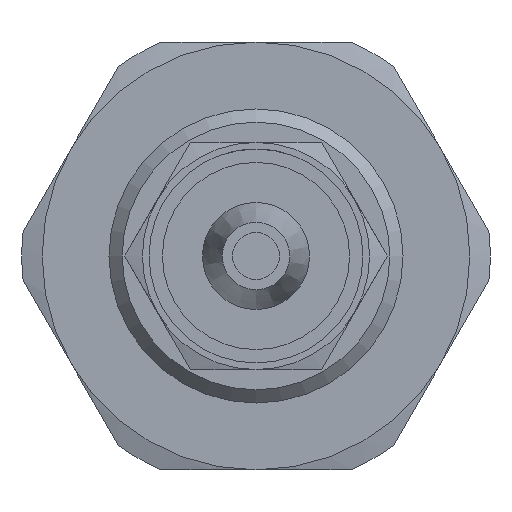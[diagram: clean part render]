
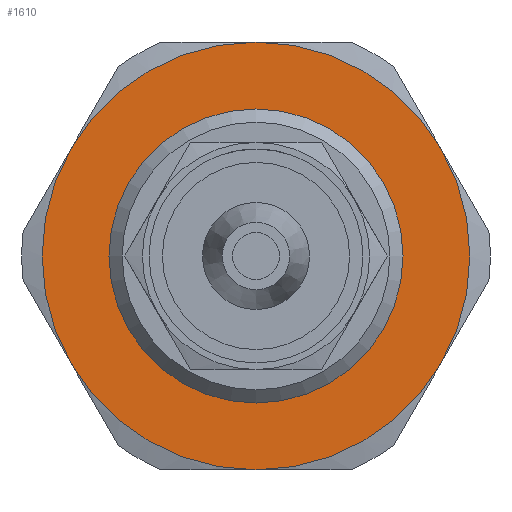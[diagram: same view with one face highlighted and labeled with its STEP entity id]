
A CAD part, left-side view. The second image highlights one B-rep face of the part: STEP entity #1610.
In plain terms, the highlighted planar face has unit normal (-1, 0, 0).
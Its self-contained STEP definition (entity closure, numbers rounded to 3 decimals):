
#119=PLANE('',#1788);
#483=ORIENTED_EDGE('',*,*,#916,.F.);
#484=ORIENTED_EDGE('',*,*,#821,.F.);
#485=ORIENTED_EDGE('',*,*,#825,.F.);
#486=ORIENTED_EDGE('',*,*,#829,.F.);
#487=ORIENTED_EDGE('',*,*,#815,.F.);
#488=ORIENTED_EDGE('',*,*,#817,.F.);
#489=ORIENTED_EDGE('',*,*,#915,.T.);
#815=EDGE_CURVE('',#1041,#1042,#1175,.T.);
#817=EDGE_CURVE('',#1043,#1041,#1176,.T.);
#821=EDGE_CURVE('',#1046,#1047,#1178,.T.);
#825=EDGE_CURVE('',#1050,#1046,#1180,.T.);
#829=EDGE_CURVE('',#1042,#1050,#1182,.T.);
#915=EDGE_CURVE('',#1105,#1105,#1216,.T.);
#916=EDGE_CURVE('',#1047,#1043,#1217,.T.);
#1041=VERTEX_POINT('',#2459);
#1042=VERTEX_POINT('',#2461);
#1043=VERTEX_POINT('',#2468);
#1046=VERTEX_POINT('',#2482);
#1047=VERTEX_POINT('',#2483);
#1050=VERTEX_POINT('',#2497);
#1105=VERTEX_POINT('',#2772);
#1175=CIRCLE('',#1715,16.);
#1176=CIRCLE('',#1717,16.);
#1178=CIRCLE('',#1720,16.);
#1180=CIRCLE('',#1723,16.);
#1182=CIRCLE('',#1726,16.);
#1216=CIRCLE('',#1787,11.);
#1217=CIRCLE('',#1789,16.);
#1297=EDGE_LOOP('',(#483,#484,#485,#486,#487,#488));
#1298=EDGE_LOOP('',(#489));
#1445=FACE_BOUND('',#1297,.T.);
#1446=FACE_BOUND('',#1298,.T.);
#1610=ADVANCED_FACE('',(#1445,#1446),#119,.F.);
#1715=AXIS2_PLACEMENT_3D('',#2460,#1951,#1952);
#1717=AXIS2_PLACEMENT_3D('',#2467,#1955,#1956);
#1720=AXIS2_PLACEMENT_3D('',#2481,#1961,#1962);
#1723=AXIS2_PLACEMENT_3D('',#2496,#1967,#1968);
#1726=AXIS2_PLACEMENT_3D('',#2510,#1973,#1974);
#1787=AXIS2_PLACEMENT_3D('',#2771,#2115,#2116);
#1788=AXIS2_PLACEMENT_3D('',#2773,#2117,#2118);
#1789=AXIS2_PLACEMENT_3D('',#2774,#2119,#2120);
#1951=DIRECTION('',(1.,0.,0.));
#1952=DIRECTION('',(0.,0.,-1.));
#1955=DIRECTION('',(1.,0.,0.));
#1956=DIRECTION('',(0.,0.,-1.));
#1961=DIRECTION('',(1.,0.,0.));
#1962=DIRECTION('',(0.,0.,-1.));
#1967=DIRECTION('',(1.,0.,0.));
#1968=DIRECTION('',(0.,0.,-1.));
#1973=DIRECTION('',(1.,0.,0.));
#1974=DIRECTION('',(0.,0.,-1.));
#2115=DIRECTION('',(1.,0.,0.));
#2116=DIRECTION('',(0.,0.,-1.));
#2117=DIRECTION('',(1.,0.,0.));
#2118=DIRECTION('',(0.,0.,-1.));
#2119=DIRECTION('',(1.,0.,0.));
#2120=DIRECTION('',(0.,0.,-1.));
#2459=CARTESIAN_POINT('',(28.5,0.,16.));
#2460=CARTESIAN_POINT('',(28.5,0.,0.));
#2461=CARTESIAN_POINT('',(28.5,-13.856,8.));
#2467=CARTESIAN_POINT('',(28.5,0.,0.));
#2468=CARTESIAN_POINT('',(28.5,13.856,8.));
#2481=CARTESIAN_POINT('',(28.5,0.,0.));
#2482=CARTESIAN_POINT('',(28.5,0.,-16.));
#2483=CARTESIAN_POINT('',(28.5,13.856,-8.));
#2496=CARTESIAN_POINT('',(28.5,0.,0.));
#2497=CARTESIAN_POINT('',(28.5,-13.856,-8.));
#2510=CARTESIAN_POINT('',(28.5,0.,0.));
#2771=CARTESIAN_POINT('',(28.5,0.,0.));
#2772=CARTESIAN_POINT('',(28.5,0.,-11.));
#2773=CARTESIAN_POINT('',(28.5,11.,0.));
#2774=CARTESIAN_POINT('',(28.5,0.,0.));
